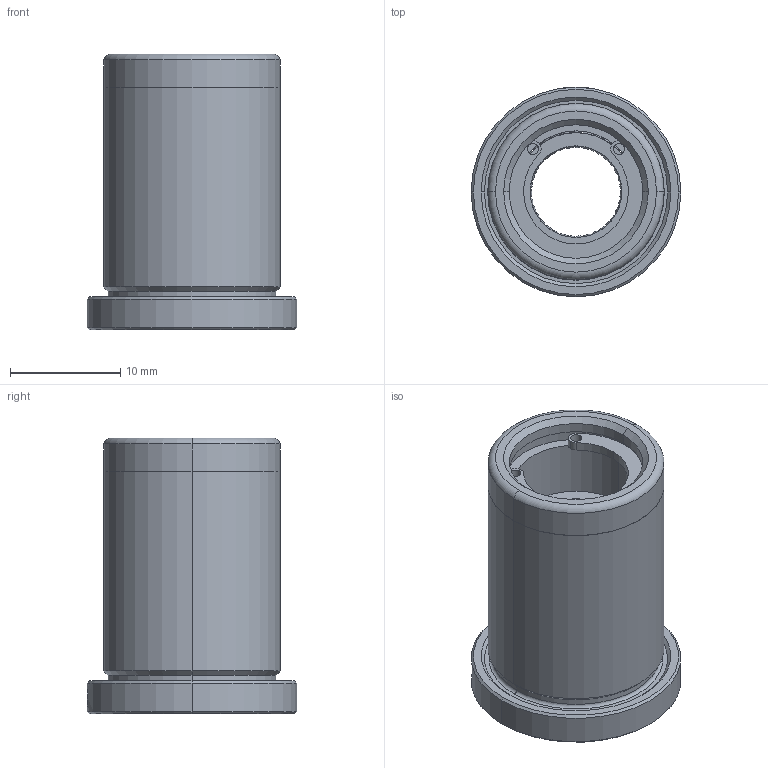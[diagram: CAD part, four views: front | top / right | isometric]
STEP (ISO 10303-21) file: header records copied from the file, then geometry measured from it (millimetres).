
FILE_DESCRIPTION (( 'STEP AP214' ), '1' );
FILE_NAME ('GBBF-D16-d8-L25.STEP', '2021-08-06T08:46:36', ( 'User' ), ( 'china' ), 'SwSTEP 2.0', 'SolidWorks 2016', '' );
FILE_SCHEMA (( 'AUTOMOTIVE_DESIGN' ));
Length unit declared in the file: millimetre
Products named in the file (6): BSH紩杶-d8-L15; 球-D1.5; GBBL囀縐-D12.5; GBBF-D16-L25; GBBF-D16-d8-L25
Assembly tree (54 placements, depth 3):
  GBBF-D16-d8-L25
    GBBF-D16-L25
    GBBL囀縐-D12.5  x2
    BSH紩杶-d8-L15
      BSH紩杶-d8-L15
      球-D1.5  x49
Bounding box: 19 x 19 x 25 mm (x, y, z)
Volume: 3297.5 mm3; surface area: 4367.5 mm2
Topology: 53 solids, 53 shells, 295 faces, 1139 edges, 754 vertices
Faces by surface type: sphere 196, cylinder 60, plane 23, cone 12, torus 4
Entity records: 8664 total; most frequent: CARTESIAN_POINT 3450, ORIENTED_EDGE 1028, DIRECTION 954, EDGE_CURVE 514, AXIS2_PLACEMENT_3D 436, VERTEX_POINT 338, EDGE_LOOP 290, B_SPLINE_CURVE_WITH_KNOTS 234
